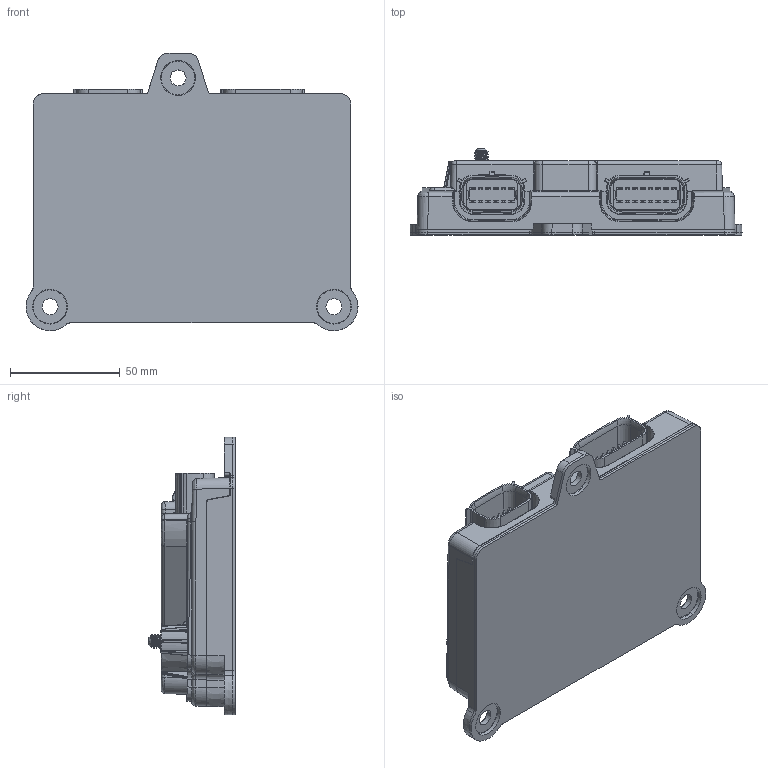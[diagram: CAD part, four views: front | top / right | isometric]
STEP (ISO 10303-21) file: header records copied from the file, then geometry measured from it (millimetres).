
FILE_DESCRIPTION((''),'2;1');
FILE_NAME('930-00529-001_SW0001','2018-09-26T16:58:45',('patrickmoody'),(''),'CREO PARAMETRIC BY PTC INC, 2018020','CREO PARAMETRIC BY PTC INC, 2018020','');
FILE_SCHEMA(('AUTOMOTIVE_DESIGN { 1 0 10303 214 1 1 1 1 }'));
Products named in the file (1): 930-00529-001_SW0001
Bounding box: 151.5 x 39.48 x 126.62 mm (x, y, z)
Volume: 400226.9 mm3; surface area: 82467.1 mm2
Topology: 1 solids, 12 shells, 2081 faces, 5464 edges, 3442 vertices
Faces by surface type: plane 878, cylinder 395, bspline 330, cone 297, torus 136, sphere 31, extrusion 14
Entity records: 96991 total; most frequent: CARTESIAN_POINT 36430, ORIENTED_EDGE 10928, DIRECTION 8912, EDGE_CURVE 5464, VERTEX_POINT 3442, VECTOR 3035, LINE 3021, AXIS2_PLACEMENT_3D 2937
